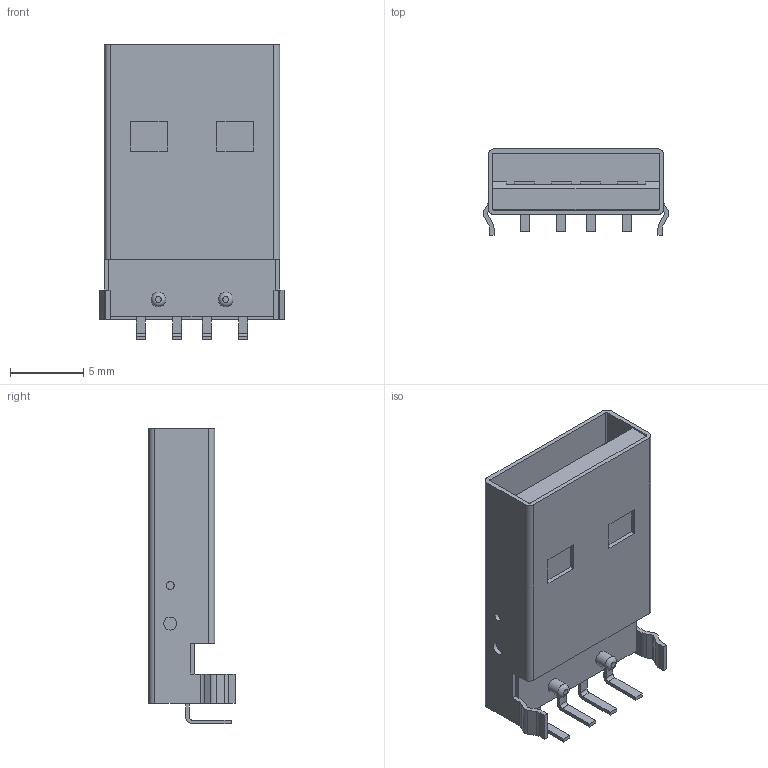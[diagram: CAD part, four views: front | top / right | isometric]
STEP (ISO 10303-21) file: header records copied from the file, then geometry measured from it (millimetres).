
FILE_DESCRIPTION(/* description */ ('STEP AP214'),/* implementation_level */ '2;1');
FILE_NAME(/* name */ 'USB-AM-S-S-B-TH-R',/* time_stamp */ '2023-02-02T21:17:31+01:00',/* author */ ('License CC BY-ND 4.0'),/* organization */ ('CADENAS'),/* preprocessor_version */ 'ST-DEVELOPER v18.102',/* originating_system */ 'PARTsolutions',/* authorisation */ ' ');
FILE_SCHEMA (('AUTOMOTIVE_DESIGN {1 0 10303 214 3 1 1}'));
Length unit declared in the file: millimetre
Products named in the file (4): USB-AM-S-S-B-TH-R; USB-AM-S-TH_P; USB-AM-S-B-TH_B; USB-AM-S-TH_S
Assembly tree (3 placements, depth 2):
  USB-AM-S-S-B-TH-R
    USB-AM-S-TH_P
    USB-AM-S-B-TH_B
    USB-AM-S-TH_S
Bounding box: 12.7 x 5.89 x 20.2 mm (x, y, z)
Volume: 679.5 mm3; surface area: 2218.6 mm2
Topology: 3 solids, 3 shells, 218 faces, 631 edges, 416 vertices
Faces by surface type: plane 182, cylinder 34, torus 2
Full cylindrical faces by diameter (mm): 0.55 x2, 0.89 x2, 1 x2
Entity records: 7152 total; most frequent: CARTESIAN_POINT 1253, ORIENTED_EDGE 1238, DIRECTION 1133, EDGE_CURVE 619, LINE 549, VECTOR 549, VERTEX_POINT 412, AXIS2_PLACEMENT_3D 292
